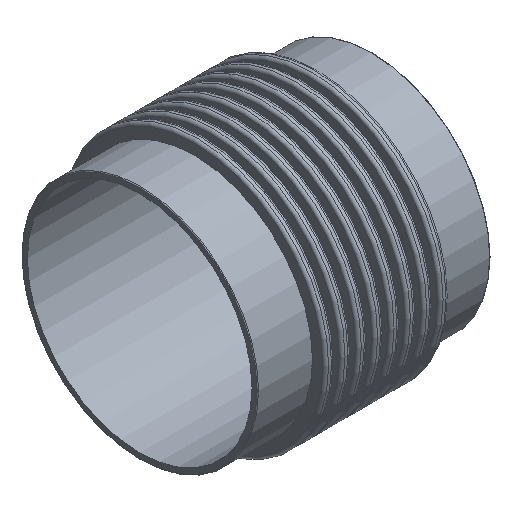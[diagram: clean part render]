
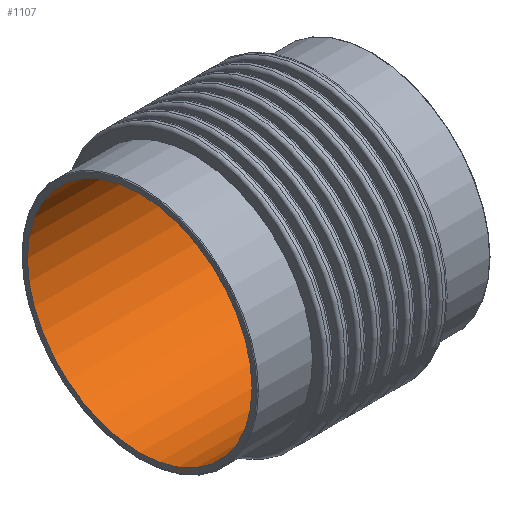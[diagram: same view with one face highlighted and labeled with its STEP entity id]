
A CAD part, isometric view. The second image highlights one B-rep face of the part: STEP entity #1107.
In plain terms, the highlighted cylindrical face has radius 154.5 mm (diameter 309 mm), a full revolution.
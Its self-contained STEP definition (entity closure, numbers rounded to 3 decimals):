
#67=LINE('',#2069,#85);
#85=VECTOR('',#1750,154.5);
#103=CYLINDRICAL_SURFACE('',#1330,154.5);
#171=FACE_OUTER_BOUND('',#257,.T.);
#257=EDGE_LOOP('',(#936,#937,#938,#939));
#384=CIRCLE('',#1321,154.5);
#389=CIRCLE('',#1328,154.5);
#485=VERTEX_POINT('',#2053);
#489=VERTEX_POINT('',#2064);
#632=EDGE_CURVE('',#485,#485,#384,.T.);
#637=EDGE_CURVE('',#489,#489,#389,.T.);
#639=EDGE_CURVE('',#485,#489,#67,.T.);
#936=ORIENTED_EDGE('',*,*,#632,.T.);
#937=ORIENTED_EDGE('',*,*,#639,.T.);
#938=ORIENTED_EDGE('',*,*,#637,.F.);
#939=ORIENTED_EDGE('',*,*,#639,.F.);
#1107=ADVANCED_FACE('',(#171),#103,.F.);
#1321=AXIS2_PLACEMENT_3D('',#2054,#1729,#1730);
#1328=AXIS2_PLACEMENT_3D('',#2065,#1743,#1744);
#1330=AXIS2_PLACEMENT_3D('',#2068,#1748,#1749);
#1729=DIRECTION('center_axis',(1.,0.,0.));
#1730=DIRECTION('ref_axis',(0.,0.,-1.));
#1743=DIRECTION('center_axis',(1.,0.,0.));
#1744=DIRECTION('ref_axis',(0.,0.,-1.));
#1748=DIRECTION('center_axis',(1.,0.,0.));
#1749=DIRECTION('ref_axis',(0.,1.,0.));
#1750=DIRECTION('',(-1.,0.,0.));
#2053=CARTESIAN_POINT('',(160.,-154.5,0.));
#2054=CARTESIAN_POINT('Origin',(160.,0.,0.));
#2064=CARTESIAN_POINT('',(-160.,-154.5,0.));
#2065=CARTESIAN_POINT('Origin',(-160.,0.,0.));
#2068=CARTESIAN_POINT('Origin',(0.,0.,0.));
#2069=CARTESIAN_POINT('',(0.,-154.5,0.));
